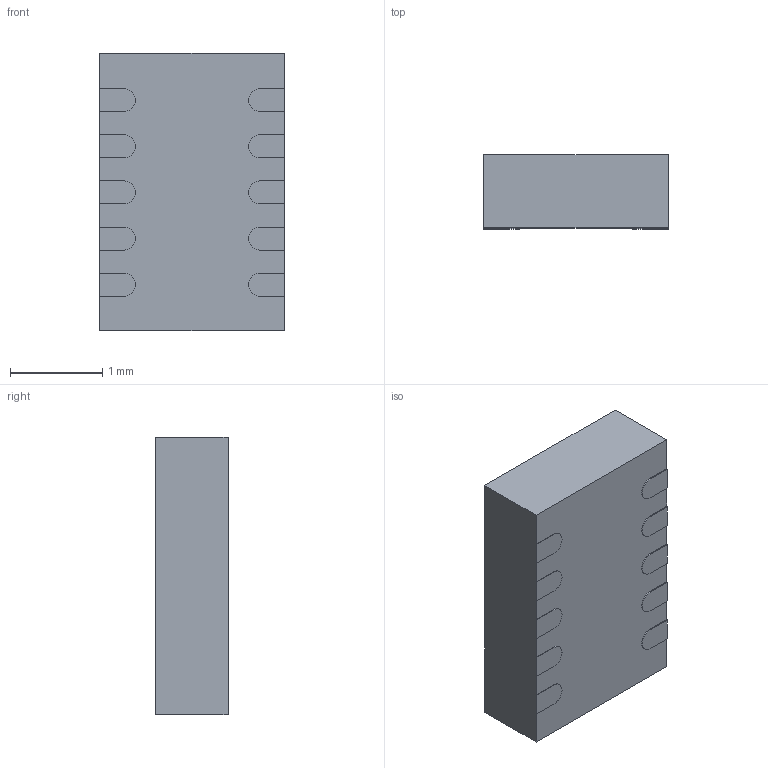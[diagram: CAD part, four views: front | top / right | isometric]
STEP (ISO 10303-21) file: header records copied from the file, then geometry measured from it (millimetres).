
FILE_DESCRIPTION (( 'STEP AP214' ), '1' );
FILE_NAME ( 'SON50P200X300X80-10N.step', '2016-12-11T16:1:40', ( '' ), ( '' ), 'EDABuilder', 'EMA Design Automation', '' );
FILE_SCHEMA (( 'AUTOMOTIVE_DESIGN' ));
Length unit declared in the file: millimetre
Products named in the file (1): face1_BC
Bounding box: 2 x 0.8 x 3.01 mm (x, y, z)
Volume: 4.8 mm3; surface area: 22.3 mm2
Topology: 12 solids, 12 shells, 69 faces, 135 edges, 90 vertices
Faces by surface type: plane 58, cylinder 11
Full cylindrical faces by diameter (mm): 0.498 x1
Entity records: 1876 total; most frequent: DIRECTION 320, CARTESIAN_POINT 306, ORIENTED_EDGE 268, EDGE_CURVE 134, LINE 112, VECTOR 112, AXIS2_PLACEMENT_3D 104, VERTEX_POINT 90
